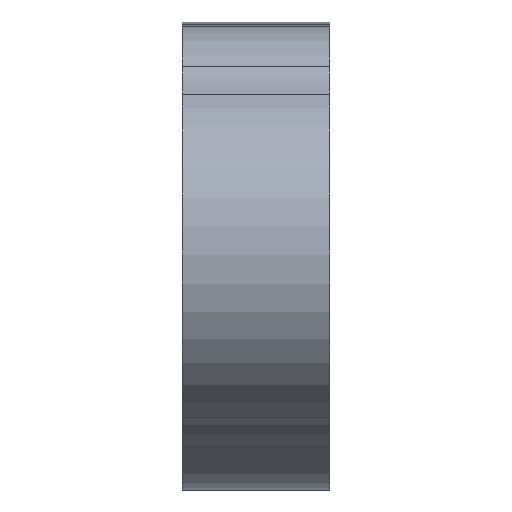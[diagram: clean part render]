
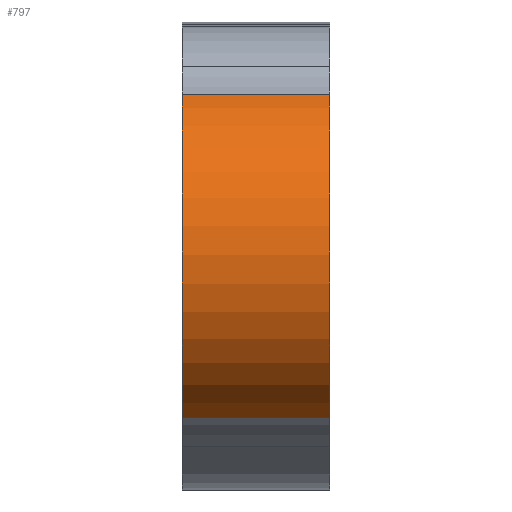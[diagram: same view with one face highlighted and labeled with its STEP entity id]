
A CAD part, left-side view. The second image highlights one B-rep face of the part: STEP entity #797.
In plain terms, the highlighted cylindrical face has radius 12 mm (diameter 24 mm), a partial arc.
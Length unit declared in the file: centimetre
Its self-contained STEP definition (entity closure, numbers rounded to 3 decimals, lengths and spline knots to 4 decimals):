
#80=CIRCLE('',#850,1.2);
#90=CIRCLE('',#862,1.2);
#116=CYLINDRICAL_SURFACE('',#880,1.2);
#158=FACE_OUTER_BOUND('',#239,.T.);
#239=EDGE_LOOP('',(#729,#730,#731,#732));
#298=LINE('',#1315,#359);
#300=LINE('',#1319,#361);
#359=VECTOR('',#1088,1.);
#361=VECTOR('',#1094,1.);
#416=VERTEX_POINT('',#1265);
#417=VERTEX_POINT('',#1267);
#428=VERTEX_POINT('',#1293);
#429=VERTEX_POINT('',#1295);
#508=EDGE_CURVE('',#416,#417,#80,.T.);
#522=EDGE_CURVE('',#429,#428,#90,.T.);
#532=EDGE_CURVE('',#429,#416,#298,.T.);
#534=EDGE_CURVE('',#417,#428,#300,.T.);
#729=ORIENTED_EDGE('',*,*,#532,.F.);
#730=ORIENTED_EDGE('',*,*,#522,.T.);
#731=ORIENTED_EDGE('',*,*,#534,.F.);
#732=ORIENTED_EDGE('',*,*,#508,.F.);
#797=ADVANCED_FACE('',(#158),#116,.T.);
#850=AXIS2_PLACEMENT_3D('',#1268,#1036,#1037);
#862=AXIS2_PLACEMENT_3D('',#1296,#1064,#1065);
#880=AXIS2_PLACEMENT_3D('',#1325,#1105,#1106);
#1036=DIRECTION('center_axis',(0.,1.,0.));
#1037=DIRECTION('ref_axis',(0.002,0.,-1.));
#1064=DIRECTION('center_axis',(0.,1.,0.));
#1065=DIRECTION('ref_axis',(-1.,0.,0.));
#1088=DIRECTION('',(0.,1.,0.));
#1094=DIRECTION('',(0.,-1.,0.));
#1105=DIRECTION('center_axis',(0.,1.,0.));
#1106=DIRECTION('ref_axis',(-1.,0.,0.));
#1265=CARTESIAN_POINT('',(-18.997,1.3,0.4954));
#1267=CARTESIAN_POINT('',(-18.9866,1.3,2.6863));
#1268=CARTESIAN_POINT('Origin',(-18.5019,1.3,1.5885));
#1293=CARTESIAN_POINT('',(-18.9866,0.3,2.6863));
#1295=CARTESIAN_POINT('',(-18.997,0.3,0.4954));
#1296=CARTESIAN_POINT('Origin',(-18.5019,0.3,1.5885));
#1315=CARTESIAN_POINT('',(-18.997,0.3,0.4954));
#1319=CARTESIAN_POINT('',(-18.9866,0.3,2.6863));
#1325=CARTESIAN_POINT('Origin',(-18.5019,0.3,1.5885));
